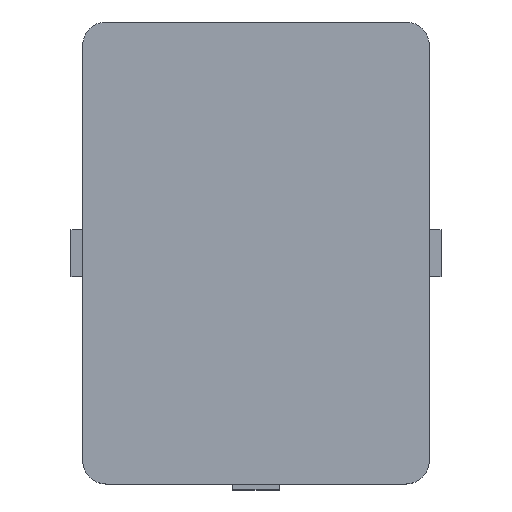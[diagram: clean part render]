
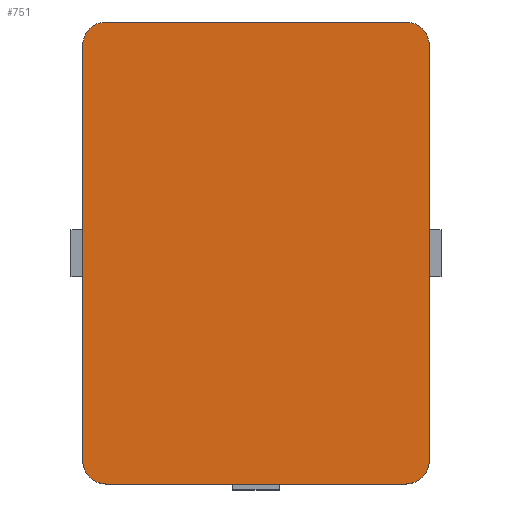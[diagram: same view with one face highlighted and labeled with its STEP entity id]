
A CAD part, top view. The second image highlights one B-rep face of the part: STEP entity #751.
In plain terms, the highlighted planar face has unit normal (0, 0, 1).
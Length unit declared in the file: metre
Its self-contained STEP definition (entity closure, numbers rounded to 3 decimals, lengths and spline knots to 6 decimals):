
#20=CIRCLE('',#809,0.00508);
#21=CIRCLE('',#810,0.00508);
#22=CIRCLE('',#811,0.00508);
#23=CIRCLE('',#812,0.00508);
#66=ORIENTED_EDGE('',*,*,#244,.F.);
#67=ORIENTED_EDGE('',*,*,#275,.T.);
#68=ORIENTED_EDGE('',*,*,#267,.F.);
#69=ORIENTED_EDGE('',*,*,#276,.T.);
#70=ORIENTED_EDGE('',*,*,#263,.T.);
#71=ORIENTED_EDGE('',*,*,#277,.T.);
#72=ORIENTED_EDGE('',*,*,#272,.T.);
#73=ORIENTED_EDGE('',*,*,#278,.T.);
#244=EDGE_CURVE('',#352,#353,#422,.T.);
#263=EDGE_CURVE('',#369,#368,#437,.T.);
#267=EDGE_CURVE('',#370,#371,#441,.T.);
#272=EDGE_CURVE('',#375,#374,#446,.T.);
#275=EDGE_CURVE('',#352,#371,#20,.T.);
#276=EDGE_CURVE('',#370,#369,#21,.T.);
#277=EDGE_CURVE('',#368,#375,#22,.T.);
#278=EDGE_CURVE('',#374,#353,#23,.T.);
#352=VERTEX_POINT('',#1055);
#353=VERTEX_POINT('',#1057);
#368=VERTEX_POINT('',#1092);
#369=VERTEX_POINT('',#1094);
#370=VERTEX_POINT('',#1099);
#371=VERTEX_POINT('',#1101);
#374=VERTEX_POINT('',#1109);
#375=VERTEX_POINT('',#1111);
#422=LINE('',#1056,#522);
#437=LINE('',#1093,#537);
#441=LINE('',#1100,#541);
#446=LINE('',#1110,#546);
#522=VECTOR('',#855,1.);
#537=VECTOR('',#882,1.);
#541=VECTOR('',#888,1.);
#546=VECTOR('',#895,1.);
#623=EDGE_LOOP('',(#66,#67,#68,#69,#70,#71,#72,#73));
#669=FACE_BOUND('',#623,.T.);
#715=PLANE('',#808);
#751=ADVANCED_FACE('',(#669),#715,.T.);
#808=AXIS2_PLACEMENT_3D('',#1114,#898,#899);
#809=AXIS2_PLACEMENT_3D('',#1115,#900,#901);
#810=AXIS2_PLACEMENT_3D('',#1116,#902,#903);
#811=AXIS2_PLACEMENT_3D('',#1117,#904,#905);
#812=AXIS2_PLACEMENT_3D('',#1118,#906,#907);
#855=DIRECTION('',(0.,-1.,0.));
#882=DIRECTION('',(0.,-1.,0.));
#888=DIRECTION('',(1.,0.,0.));
#895=DIRECTION('',(1.,0.,0.));
#898=DIRECTION('',(0.,0.,1.));
#899=DIRECTION('',(1.,0.,0.));
#900=DIRECTION('',(0.,0.,1.));
#901=DIRECTION('',(1.,0.,0.));
#902=DIRECTION('',(0.,0.,1.));
#903=DIRECTION('',(1.,0.,0.));
#904=DIRECTION('',(0.,0.,1.));
#905=DIRECTION('',(1.,0.,0.));
#906=DIRECTION('',(0.,0.,1.));
#907=DIRECTION('',(1.,0.,0.));
#1055=CARTESIAN_POINT('',(0.0375,0.04492,0.005));
#1056=CARTESIAN_POINT('',(0.0375,0.,0.005));
#1057=CARTESIAN_POINT('',(0.0375,-0.04492,0.005));
#1092=CARTESIAN_POINT('',(-0.0375,-0.04492,0.005));
#1093=CARTESIAN_POINT('',(-0.0375,0.,0.005));
#1094=CARTESIAN_POINT('',(-0.0375,0.04492,0.005));
#1099=CARTESIAN_POINT('',(-0.03242,0.05,0.005));
#1100=CARTESIAN_POINT('',(0.,0.05,0.005));
#1101=CARTESIAN_POINT('',(0.03242,0.05,0.005));
#1109=CARTESIAN_POINT('',(0.03242,-0.05,0.005));
#1110=CARTESIAN_POINT('',(0.,-0.05,0.005));
#1111=CARTESIAN_POINT('',(-0.03242,-0.05,0.005));
#1114=CARTESIAN_POINT('',(0.,0.,0.005));
#1115=CARTESIAN_POINT('',(0.03242,0.04492,0.005));
#1116=CARTESIAN_POINT('',(-0.03242,0.04492,0.005));
#1117=CARTESIAN_POINT('',(-0.03242,-0.04492,0.005));
#1118=CARTESIAN_POINT('',(0.03242,-0.04492,0.005));
